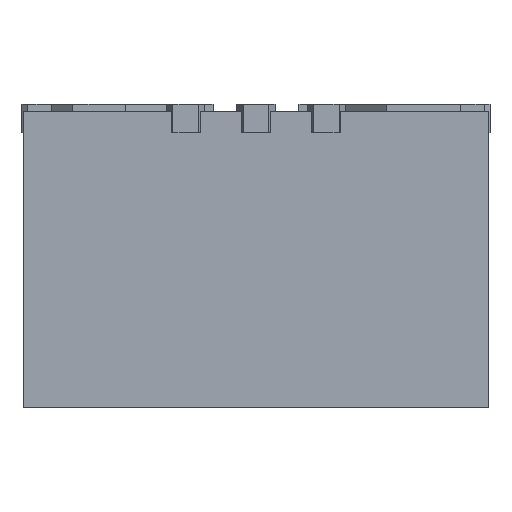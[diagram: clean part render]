
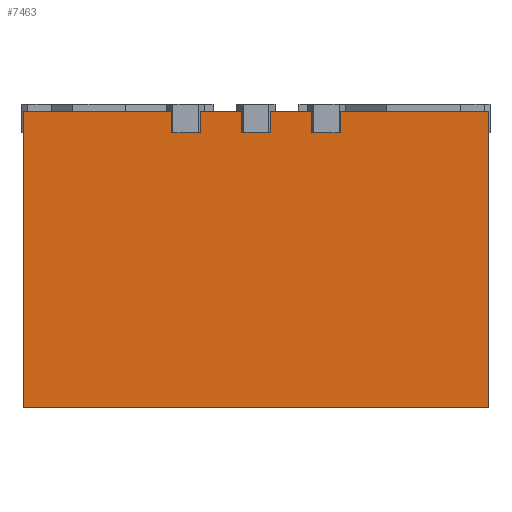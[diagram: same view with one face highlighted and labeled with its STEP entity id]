
A CAD part, front view. The second image highlights one B-rep face of the part: STEP entity #7463.
In plain terms, the highlighted planar face has unit normal (0, -1, 0).
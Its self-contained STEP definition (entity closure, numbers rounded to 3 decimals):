
#66 = CARTESIAN_POINT ( 'NONE',  ( 0.602, -2., 2.1 ) ) ;
#176 = ORIENTED_EDGE ( 'NONE', *, *, #5161, .F. ) ;
#192 = EDGE_CURVE ( 'NONE', #3076, #2513, #6106, .T. ) ;
#249 = EDGE_LOOP ( 'NONE', ( #6140, #2783, #2387, #6150, #1466, #5372, #6477, #7448, #176, #7460, #5928, #6669, #2347, #6212, #2593, #699 ) ) ;
#283 = CARTESIAN_POINT ( 'NONE',  ( -1.65, -2., 2.1 ) ) ;
#308 = VECTOR ( 'NONE', #4040, 1000. ) ;
#470 = LINE ( 'NONE', #3857, #2419 ) ;
#517 = CARTESIAN_POINT ( 'NONE',  ( 0.104, -2., 1.95 ) ) ;
#568 = VECTOR ( 'NONE', #5110, 1000. ) ;
#599 = LINE ( 'NONE', #2934, #2632 ) ;
#648 = CARTESIAN_POINT ( 'NONE',  ( 0.397, -2., 1.95 ) ) ;
#664 = CARTESIAN_POINT ( 'NONE',  ( 0.397, -2., 2.1 ) ) ;
#699 = ORIENTED_EDGE ( 'NONE', *, *, #3033, .T. ) ;
#783 = VECTOR ( 'NONE', #4759, 1000. ) ;
#784 = CARTESIAN_POINT ( 'NONE',  ( -0.602, -2., 1.95 ) ) ;
#924 = LINE ( 'NONE', #283, #6626 ) ;
#1030 = VERTEX_POINT ( 'NONE', #4033 ) ;
#1032 = CARTESIAN_POINT ( 'NONE',  ( -0.602, -2., 2.1 ) ) ;
#1038 = DIRECTION ( 'NONE',  ( 0., 0., 1. ) ) ;
#1110 = EDGE_CURVE ( 'NONE', #2573, #4405, #1999, .T. ) ;
#1466 = ORIENTED_EDGE ( 'NONE', *, *, #5714, .T. ) ;
#1526 = VERTEX_POINT ( 'NONE', #66 ) ;
#1649 = VERTEX_POINT ( 'NONE', #4354 ) ;
#1650 = CARTESIAN_POINT ( 'NONE',  ( -0.602, -2., 2.1 ) ) ;
#1746 = CARTESIAN_POINT ( 'NONE',  ( -1.65, -2., 2.1 ) ) ;
#1775 = EDGE_CURVE ( 'NONE', #7129, #1526, #6879, .T. ) ;
#1807 = LINE ( 'NONE', #6426, #4123 ) ;
#1861 = CARTESIAN_POINT ( 'NONE',  ( -0.397, -2., 1.95 ) ) ;
#1966 = DIRECTION ( 'NONE',  ( 0., 0., 1. ) ) ;
#1984 = CARTESIAN_POINT ( 'NONE',  ( -0.104, -2., 2.1 ) ) ;
#1999 = LINE ( 'NONE', #3641, #2692 ) ;
#2029 = LINE ( 'NONE', #6407, #783 ) ;
#2041 = CARTESIAN_POINT ( 'NONE',  ( 1.65, -2., 1.95 ) ) ;
#2105 = VERTEX_POINT ( 'NONE', #1861 ) ;
#2111 = DIRECTION ( 'NONE',  ( -1., 0., 0. ) ) ;
#2135 = EDGE_CURVE ( 'NONE', #5527, #2105, #2396, .T. ) ;
#2164 = CARTESIAN_POINT ( 'NONE',  ( -0.104, -2., 1.95 ) ) ;
#2196 = CARTESIAN_POINT ( 'NONE',  ( 0.602, -2., 1.95 ) ) ;
#2253 = CARTESIAN_POINT ( 'NONE',  ( 1.65, -2., 2.1 ) ) ;
#2302 = CARTESIAN_POINT ( 'NONE',  ( -1.65, -2., 2.1 ) ) ;
#2347 = ORIENTED_EDGE ( 'NONE', *, *, #2135, .F. ) ;
#2355 = VECTOR ( 'NONE', #3613, 1000. ) ;
#2370 = AXIS2_PLACEMENT_3D ( 'NONE', #1746, #4601, #5200 ) ;
#2387 = ORIENTED_EDGE ( 'NONE', *, *, #1775, .T. ) ;
#2396 = LINE ( 'NONE', #2435, #2355 ) ;
#2419 = VECTOR ( 'NONE', #2111, 1000. ) ;
#2435 = CARTESIAN_POINT ( 'NONE',  ( -1.65, -2., 1.95 ) ) ;
#2469 = VERTEX_POINT ( 'NONE', #7270 ) ;
#2513 = VERTEX_POINT ( 'NONE', #664 ) ;
#2568 = LINE ( 'NONE', #2041, #6752 ) ;
#2573 = VERTEX_POINT ( 'NONE', #517 ) ;
#2593 = ORIENTED_EDGE ( 'NONE', *, *, #4114, .F. ) ;
#2632 = VECTOR ( 'NONE', #5357, 1000. ) ;
#2692 = VECTOR ( 'NONE', #1966, 1000. ) ;
#2764 = CARTESIAN_POINT ( 'NONE',  ( 0.397, -2., 2.1 ) ) ;
#2783 = ORIENTED_EDGE ( 'NONE', *, *, #5888, .F. ) ;
#2797 = LINE ( 'NONE', #3400, #7255 ) ;
#2843 = FACE_OUTER_BOUND ( 'NONE', #249, .T. ) ;
#2934 = CARTESIAN_POINT ( 'NONE',  ( -1.65, -2., 0. ) ) ;
#3001 = VECTOR ( 'NONE', #4777, 1000. ) ;
#3033 = EDGE_CURVE ( 'NONE', #1649, #3739, #6957, .T. ) ;
#3076 = VERTEX_POINT ( 'NONE', #648 ) ;
#3084 = EDGE_CURVE ( 'NONE', #2469, #7282, #1807, .T. ) ;
#3200 = EDGE_CURVE ( 'NONE', #2513, #4405, #470, .T. ) ;
#3203 = VERTEX_POINT ( 'NONE', #1032 ) ;
#3264 = CARTESIAN_POINT ( 'NONE',  ( -1.65, -2., 0. ) ) ;
#3400 = CARTESIAN_POINT ( 'NONE',  ( -0.104, -2., 2.1 ) ) ;
#3590 = VERTEX_POINT ( 'NONE', #2164 ) ;
#3613 = DIRECTION ( 'NONE',  ( 1., 0., 0. ) ) ;
#3641 = CARTESIAN_POINT ( 'NONE',  ( 0.104, -2., 2.1 ) ) ;
#3739 = VERTEX_POINT ( 'NONE', #3264 ) ;
#3790 = DIRECTION ( 'NONE',  ( -1., 0., 0. ) ) ;
#3835 = DIRECTION ( 'NONE',  ( 0., 0., 1. ) ) ;
#3857 = CARTESIAN_POINT ( 'NONE',  ( 1.65, -2., 2.1 ) ) ;
#3959 = EDGE_CURVE ( 'NONE', #3590, #7282, #2797, .T. ) ;
#3980 = DIRECTION ( 'NONE',  ( 0., 0., 1. ) ) ;
#3996 = EDGE_CURVE ( 'NONE', #2105, #2469, #5148, .T. ) ;
#4033 = CARTESIAN_POINT ( 'NONE',  ( 1.65, -2., 0. ) ) ;
#4040 = DIRECTION ( 'NONE',  ( -1., 0., 0. ) ) ;
#4114 = EDGE_CURVE ( 'NONE', #1649, #3203, #924, .T. ) ;
#4123 = VECTOR ( 'NONE', #5778, 1000. ) ;
#4242 = EDGE_CURVE ( 'NONE', #6907, #1526, #4646, .T. ) ;
#4354 = CARTESIAN_POINT ( 'NONE',  ( -1.65, -2., 2.1 ) ) ;
#4405 = VERTEX_POINT ( 'NONE', #7258 ) ;
#4546 = LINE ( 'NONE', #1650, #5668 ) ;
#4566 = EDGE_CURVE ( 'NONE', #3739, #1030, #599, .T. ) ;
#4585 = CARTESIAN_POINT ( 'NONE',  ( -0.397, -2., 2.1 ) ) ;
#4601 = DIRECTION ( 'NONE',  ( 0., 1., 0. ) ) ;
#4646 = LINE ( 'NONE', #6948, #6755 ) ;
#4728 = VECTOR ( 'NONE', #5262, 1000. ) ;
#4759 = DIRECTION ( 'NONE',  ( 1., 0., 0. ) ) ;
#4777 = DIRECTION ( 'NONE',  ( 0., 0., 1. ) ) ;
#5077 = LINE ( 'NONE', #5637, #568 ) ;
#5110 = DIRECTION ( 'NONE',  ( 0., 0., -1. ) ) ;
#5148 = LINE ( 'NONE', #4585, #3001 ) ;
#5161 = EDGE_CURVE ( 'NONE', #3590, #2573, #2029, .T. ) ;
#5200 = DIRECTION ( 'NONE',  ( 0., 0., 1. ) ) ;
#5262 = DIRECTION ( 'NONE',  ( 0., 0., -1. ) ) ;
#5294 = DIRECTION ( 'NONE',  ( 0., 0., 1. ) ) ;
#5357 = DIRECTION ( 'NONE',  ( 1., 0., 0. ) ) ;
#5359 = VECTOR ( 'NONE', #3835, 1000. ) ;
#5372 = ORIENTED_EDGE ( 'NONE', *, *, #192, .T. ) ;
#5527 = VERTEX_POINT ( 'NONE', #784 ) ;
#5571 = DIRECTION ( 'NONE',  ( 1., 0., 0. ) ) ;
#5637 = CARTESIAN_POINT ( 'NONE',  ( 1.65, -2., 2.1 ) ) ;
#5668 = VECTOR ( 'NONE', #1038, 1000. ) ;
#5714 = EDGE_CURVE ( 'NONE', #6907, #3076, #2568, .T. ) ;
#5778 = DIRECTION ( 'NONE',  ( 1., 0., 0. ) ) ;
#5815 = CARTESIAN_POINT ( 'NONE',  ( 1.65, -2., 2.1 ) ) ;
#5888 = EDGE_CURVE ( 'NONE', #7129, #1030, #5077, .T. ) ;
#5928 = ORIENTED_EDGE ( 'NONE', *, *, #3084, .F. ) ;
#5990 = EDGE_CURVE ( 'NONE', #5527, #3203, #4546, .T. ) ;
#6106 = LINE ( 'NONE', #2764, #5359 ) ;
#6140 = ORIENTED_EDGE ( 'NONE', *, *, #4566, .T. ) ;
#6150 = ORIENTED_EDGE ( 'NONE', *, *, #4242, .F. ) ;
#6212 = ORIENTED_EDGE ( 'NONE', *, *, #5990, .T. ) ;
#6407 = CARTESIAN_POINT ( 'NONE',  ( -1.65, -2., 1.95 ) ) ;
#6426 = CARTESIAN_POINT ( 'NONE',  ( -1.65, -2., 2.1 ) ) ;
#6477 = ORIENTED_EDGE ( 'NONE', *, *, #3200, .T. ) ;
#6626 = VECTOR ( 'NONE', #5571, 1000. ) ;
#6669 = ORIENTED_EDGE ( 'NONE', *, *, #3996, .F. ) ;
#6752 = VECTOR ( 'NONE', #3790, 1000. ) ;
#6755 = VECTOR ( 'NONE', #5294, 1000. ) ;
#6879 = LINE ( 'NONE', #2253, #308 ) ;
#6907 = VERTEX_POINT ( 'NONE', #2196 ) ;
#6935 = PLANE ( 'NONE',  #2370 ) ;
#6948 = CARTESIAN_POINT ( 'NONE',  ( 0.602, -2., 2.1 ) ) ;
#6957 = LINE ( 'NONE', #2302, #4728 ) ;
#7129 = VERTEX_POINT ( 'NONE', #5815 ) ;
#7255 = VECTOR ( 'NONE', #3980, 1000. ) ;
#7258 = CARTESIAN_POINT ( 'NONE',  ( 0.104, -2., 2.1 ) ) ;
#7270 = CARTESIAN_POINT ( 'NONE',  ( -0.397, -2., 2.1 ) ) ;
#7282 = VERTEX_POINT ( 'NONE', #1984 ) ;
#7448 = ORIENTED_EDGE ( 'NONE', *, *, #1110, .F. ) ;
#7460 = ORIENTED_EDGE ( 'NONE', *, *, #3959, .T. ) ;
#7463 = ADVANCED_FACE ( 'NONE', ( #2843 ), #6935, .F. ) ;
